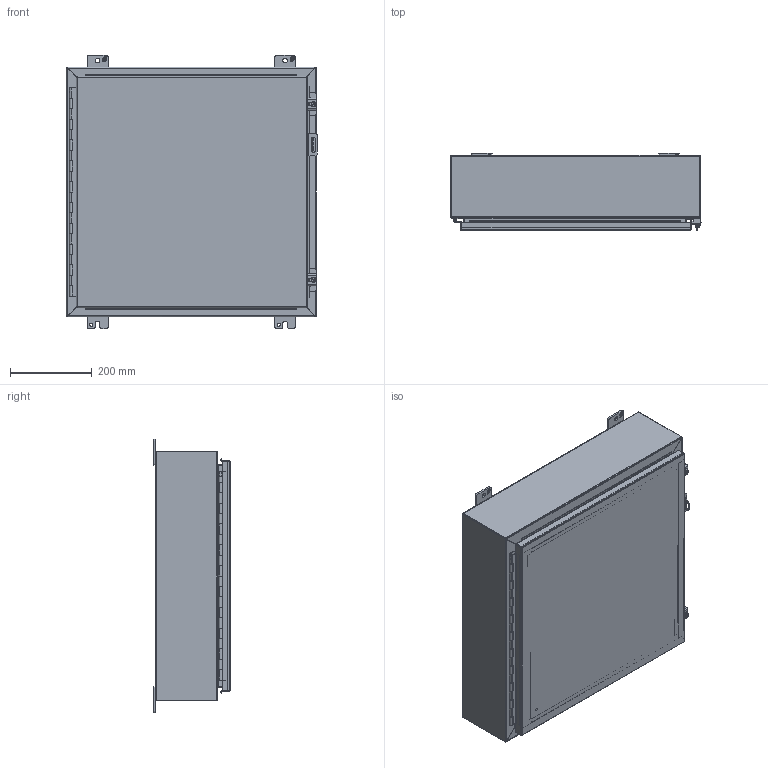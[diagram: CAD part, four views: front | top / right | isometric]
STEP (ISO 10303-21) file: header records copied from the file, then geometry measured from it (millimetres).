
FILE_DESCRIPTION (( 'STEP AP214' ), '1' );
FILE_NAME ('1418J6.STEP', '2019-10-30T16:47:11', ( '' ), ( '' ), 'SwSTEP 2.0', 'SolidWorks 2019', '' );
FILE_SCHEMA (( 'AUTOMOTIVE_DESIGN' ));
Length unit declared in the file: inch
Products named in the file (1): 1418J6
Bounding box: 612.77 x 188.9 x 666.75 mm (x, y, z)
Volume: 3354547.9 mm3; surface area: 3401585.9 mm2
Topology: 38 solids, 38 shells, 1004 faces, 2526 edges, 1621 vertices
Faces by surface type: plane 687, cylinder 263, bspline 40, sphere 8, cone 6
Full cylindrical faces by diameter (mm): 3.175 x1, 4.763 x1, 5.41 x2, 6.198 x2, 6.35 x2, 6.731 x2, 7.137 x2, 7.805 x2, 7.937 x4, 8.382 x4, 9.525 x4, 9.906 x2, 11.113 x4, 11.303 x2, 12.7 x6, 16.51 x4, 25.4 x2
Entity records: 44584 total; most frequent: CARTESIAN_POINT 7904, ORIENTED_EDGE 4912, DIRECTION 4747, EDGE_CURVE 2456, LINE 1875, VECTOR 1875, VERTEX_POINT 1621, AXIS2_PLACEMENT_3D 1436
